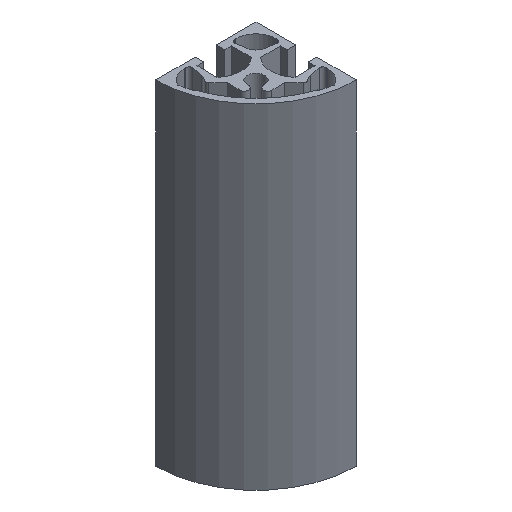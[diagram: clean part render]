
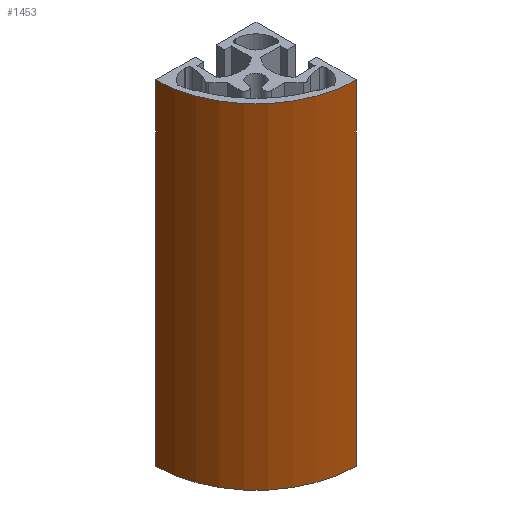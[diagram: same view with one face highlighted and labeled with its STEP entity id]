
A CAD part, isometric view. The second image highlights one B-rep face of the part: STEP entity #1453.
In plain terms, the highlighted cylindrical face has radius 30 mm (diameter 60 mm), a partial arc.
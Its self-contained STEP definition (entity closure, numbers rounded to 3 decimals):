
#1395=CARTESIAN_POINT('',(27.389,-4.84,100.0));
#1396=VERTEX_POINT('',#1395);
#1403=CARTESIAN_POINT('',(27.389,-4.84,0.0));
#1404=VERTEX_POINT('',#1403);
#1405=CARTESIAN_POINT('',(27.389,-4.84,0.0));
#1406=DIRECTION('',(0.0,0.0,1.0));
#1407=VECTOR('',#1406,100.0);
#1408=LINE('',#1405,#1407);
#1409=EDGE_CURVE('',#1404,#1396,#1408,.T.);
#1421=CARTESIAN_POINT('',(27.389,25.16,0.0));
#1422=DIRECTION('',(0.0,0.0,1.0));
#1423=DIRECTION('',(-1.0,0.0,0.0));
#1424=AXIS2_PLACEMENT_3D('',#1421,#1422,#1423);
#1425=CYLINDRICAL_SURFACE('',#1424,30.);
#1426=CARTESIAN_POINT('',(-2.611,25.16,100.0));
#1427=VERTEX_POINT('',#1426);
#1428=CARTESIAN_POINT('',(27.389,25.16,100.0));
#1429=DIRECTION('',(0.0,0.0,-1.0));
#1430=DIRECTION('',(-1.0,0.0,0.0));
#1431=AXIS2_PLACEMENT_3D('',#1428,#1429,#1430);
#1432=CIRCLE('',#1431,30.);
#1433=EDGE_CURVE('',#1396,#1427,#1432,.T.);
#1434=ORIENTED_EDGE('',*,*,#1433,.T.);
#1435=CARTESIAN_POINT('',(-2.611,25.16,0.0));
#1436=VERTEX_POINT('',#1435);
#1437=CARTESIAN_POINT('',(-2.611,25.16,0.0));
#1438=DIRECTION('',(0.0,0.0,1.0));
#1439=VECTOR('',#1438,100.0);
#1440=LINE('',#1437,#1439);
#1441=EDGE_CURVE('',#1436,#1427,#1440,.T.);
#1442=ORIENTED_EDGE('',*,*,#1441,.F.);
#1443=CARTESIAN_POINT('',(27.389,25.16,0.0));
#1444=DIRECTION('',(0.0,0.0,1.0));
#1445=DIRECTION('',(-1.0,0.0,0.0));
#1446=AXIS2_PLACEMENT_3D('',#1443,#1444,#1445);
#1447=CIRCLE('',#1446,30.);
#1448=EDGE_CURVE('',#1436,#1404,#1447,.T.);
#1449=ORIENTED_EDGE('',*,*,#1448,.T.);
#1450=ORIENTED_EDGE('',*,*,#1409,.T.);
#1451=EDGE_LOOP('',(#1434,#1442,#1449,#1450));
#1452=FACE_OUTER_BOUND('',#1451,.T.);
#1453=ADVANCED_FACE('',(#1452),#1425,.T.);
